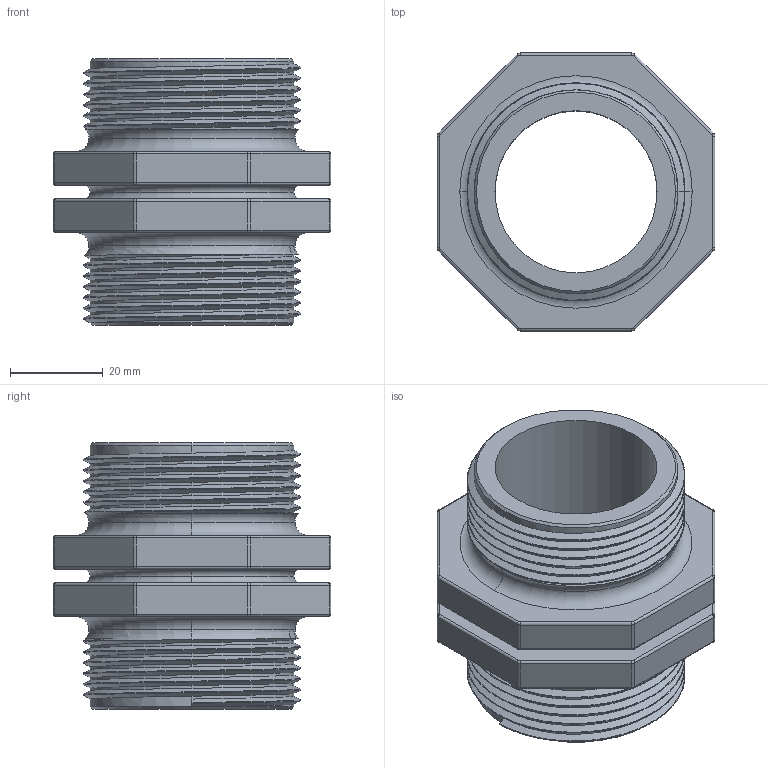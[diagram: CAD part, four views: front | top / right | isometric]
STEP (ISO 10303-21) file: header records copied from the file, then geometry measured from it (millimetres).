
FILE_DESCRIPTION (( 'STEP AP214' ), '1' );
FILE_NAME ('1 1-2.STEP', '2024-04-28T08:50:04', ( '' ), ( '' ), 'SwSTEP 2.0', 'SolidWorks 2014', '' );
FILE_SCHEMA (( 'AUTOMOTIVE_DESIGN' ));
Length unit declared in the file: millimetre
Products named in the file (1): 1 1-2
Bounding box: 60 x 60 x 57.5 mm (x, y, z)
Volume: 56575.3 mm3; surface area: 24620 mm2
Topology: 1 solids, 1 shells, 157 faces, 374 edges, 223 vertices
Faces by surface type: cylinder 77, torus 44, plane 26, bspline 6, cone 4
Entity records: 13049 total; most frequent: CARTESIAN_POINT 9468, DIRECTION 785, ORIENTED_EDGE 748, EDGE_CURVE 374, AXIS2_PLACEMENT_3D 327, VERTEX_POINT 223, CIRCLE 175, EDGE_LOOP 163
